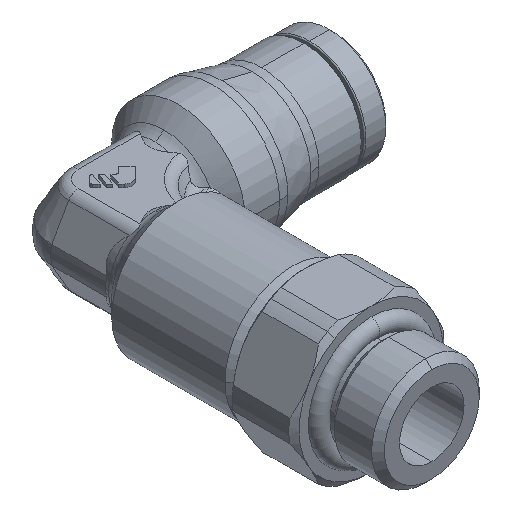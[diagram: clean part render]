
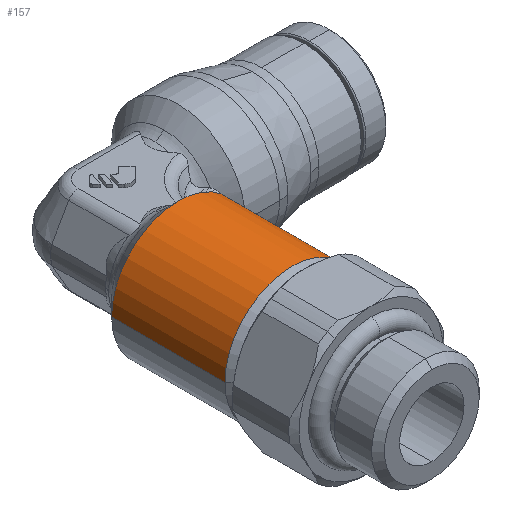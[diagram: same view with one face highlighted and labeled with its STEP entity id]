
A CAD part, isometric view. The second image highlights one B-rep face of the part: STEP entity #157.
In plain terms, the highlighted cylindrical face has radius 6.05 mm (diameter 12.1 mm), a partial arc.
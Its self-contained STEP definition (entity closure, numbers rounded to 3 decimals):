
#157=ADVANCED_FACE('',(#438),#439,.T.);
#438=FACE_OUTER_BOUND('',#774,.T.);
#439=CYLINDRICAL_SURFACE('',#775,6.05);
#774=EDGE_LOOP('',(#1767,#1768,#1769,#1770));
#775=AXIS2_PLACEMENT_3D('',#1771,#1772,#1773);
#1767=ORIENTED_EDGE('',*,*,#2200,.T.);
#1768=ORIENTED_EDGE('',*,*,#2306,.T.);
#1769=ORIENTED_EDGE('',*,*,#2202,.T.);
#1770=ORIENTED_EDGE('',*,*,#2485,.T.);
#1771=CARTESIAN_POINT('',(0.,-9.1,0.));
#1772=DIRECTION('',(0.,-1.0,0.));
#1773=DIRECTION('',(-1.0,0.,0.));
#2200=EDGE_CURVE('',#2624,#2625,#2626,.T.);
#2202=EDGE_CURVE('',#2629,#2627,#2630,.T.);
#2306=EDGE_CURVE('',#2625,#2629,#2819,.T.);
#2485=EDGE_CURVE('',#2627,#2624,#3092,.T.);
#2624=VERTEX_POINT('',#3322);
#2625=VERTEX_POINT('',#3323);
#2626=LINE('',#3324,#3325);
#2627=VERTEX_POINT('',#3326);
#2629=VERTEX_POINT('',#3328);
#2630=LINE('',#3329,#3330);
#2819=CIRCLE('',#3797,6.05);
#3092=CIRCLE('',#4582,6.05);
#3322=CARTESIAN_POINT('',(-6.05,-7.55,0.));
#3323=CARTESIAN_POINT('',(-6.05,-17.8,0.));
#3324=CARTESIAN_POINT('',(-6.05,-9.1,0.));
#3325=VECTOR('',#4876,1.0);
#3326=CARTESIAN_POINT('',(6.05,-7.55,0.));
#3328=CARTESIAN_POINT('',(6.05,-17.8,0.));
#3329=CARTESIAN_POINT('',(6.05,-9.1,0.));
#3330=VECTOR('',#4880,1.0);
#3797=AXIS2_PLACEMENT_3D('',#5053,#5054,#5055);
#4582=AXIS2_PLACEMENT_3D('',#5364,#5365,#5366);
#4876=DIRECTION('',(0.,-1.0,0.));
#4880=DIRECTION('',(0.,1.0,0.));
#5053=CARTESIAN_POINT('',(0.,-17.8,0.));
#5054=DIRECTION('',(0.,1.0,0.));
#5055=DIRECTION('',(-1.0,0.,0.));
#5364=CARTESIAN_POINT('',(0.,-7.55,0.));
#5365=DIRECTION('',(0.,-1.0,0.));
#5366=DIRECTION('',(-1.0,0.,0.));
